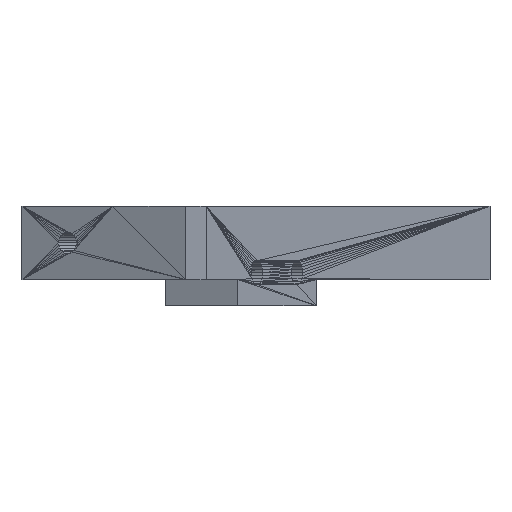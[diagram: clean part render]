
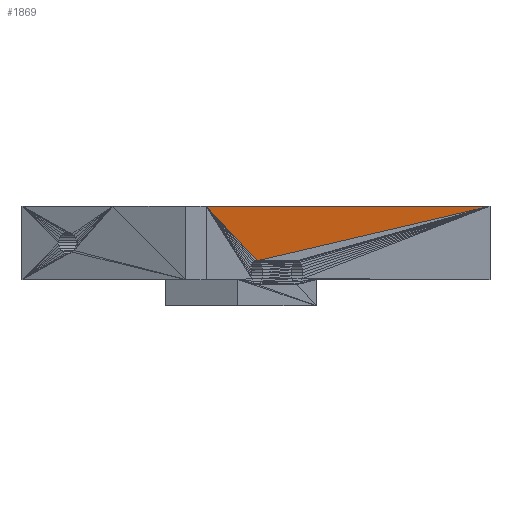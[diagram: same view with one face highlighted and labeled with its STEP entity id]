
A CAD part, left-side view. The second image highlights one B-rep face of the part: STEP entity #1869.
In plain terms, the highlighted planar face has unit normal (-0.5, -0.866, 0).
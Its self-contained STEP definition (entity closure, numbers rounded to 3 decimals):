
#24 = VERTEX_POINT('',#25);
#25 = CARTESIAN_POINT('',(-117.806,-200.739,20.));
#446 = PLANE('',#447);
#447 = AXIS2_PLACEMENT_3D('',#448,#449,#450);
#448 = CARTESIAN_POINT('',(-113.617,-203.157,
    17.345));
#449 = DIRECTION('',(-0.5,-0.866,0.)
  );
#450 = DIRECTION('',(-0.866,0.5,0.)
  );
#463 = VERTEX_POINT('',#464);
#464 = CARTESIAN_POINT('',(-109.414,-205.584,
    14.78));
#490 = EDGE_CURVE('',#24,#463,#491,.T.);
#491 = SURFACE_CURVE('',#492,(#496,#503),.PCURVE_S1.);
#492 = LINE('',#493,#494);
#493 = CARTESIAN_POINT('',(-117.806,-200.739,20.));
#494 = VECTOR('',#495,1.);
#495 = DIRECTION('',(0.762,-0.44,-0.474));
#496 = PCURVE('',#446,#497);
#497 = DEFINITIONAL_REPRESENTATION('',(#498),#502);
#498 = LINE('',#499,#500);
#499 = CARTESIAN_POINT('',(4.836,-2.655));
#500 = VECTOR('',#501,1.);
#501 = DIRECTION('',(-0.88,0.474));
#502 = ( GEOMETRIC_REPRESENTATION_CONTEXT(2) 
PARAMETRIC_REPRESENTATION_CONTEXT() REPRESENTATION_CONTEXT('2D SPACE',''
  ) );
#503 = PCURVE('',#504,#509);
#504 = PLANE('',#505);
#505 = AXIS2_PLACEMENT_3D('',#506,#507,#508);
#506 = CARTESIAN_POINT('',(-94.566,-214.157,
    18.676));
#507 = DIRECTION('',(-0.5,-0.866,0.)
  );
#508 = DIRECTION('',(-0.866,0.5,0.));
#509 = DEFINITIONAL_REPRESENTATION('',(#510),#514);
#510 = LINE('',#511,#512);
#511 = CARTESIAN_POINT('',(26.835,-1.324));
#512 = VECTOR('',#513,1.);
#513 = DIRECTION('',(-0.88,0.474));
#514 = ( GEOMETRIC_REPRESENTATION_CONTEXT(2) 
PARAMETRIC_REPRESENTATION_CONTEXT() REPRESENTATION_CONTEXT('2D SPACE',''
  ) );
#1302 = VERTEX_POINT('',#1303);
#1303 = CARTESIAN_POINT('',(-70.889,-227.827,20.));
#1781 = PLANE('',#1782);
#1782 = AXIS2_PLACEMENT_3D('',#1783,#1784,#1785);
#1783 = CARTESIAN_POINT('',(-90.138,-216.713,
    17.168));
#1784 = DIRECTION('',(-0.5,-0.866,
    0.));
#1785 = DIRECTION('',(-0.866,0.5,0.)
  );
#1823 = EDGE_CURVE('',#1302,#463,#1824,.T.);
#1824 = SURFACE_CURVE('',#1825,(#1829,#1836),.PCURVE_S1.);
#1825 = LINE('',#1826,#1827);
#1826 = CARTESIAN_POINT('',(-70.889,-227.827,20.));
#1827 = VECTOR('',#1828,1.);
#1828 = DIRECTION('',(-0.86,0.497,-0.117));
#1829 = PCURVE('',#1781,#1830);
#1830 = DEFINITIONAL_REPRESENTATION('',(#1831),#1835);
#1831 = LINE('',#1832,#1833);
#1832 = CARTESIAN_POINT('',(-22.227,-2.832));
#1833 = VECTOR('',#1834,1.);
#1834 = DIRECTION('',(0.993,0.117));
#1835 = ( GEOMETRIC_REPRESENTATION_CONTEXT(2) 
PARAMETRIC_REPRESENTATION_CONTEXT() REPRESENTATION_CONTEXT('2D SPACE',''
  ) );
#1836 = PCURVE('',#504,#1837);
#1837 = DEFINITIONAL_REPRESENTATION('',(#1838),#1842);
#1838 = LINE('',#1839,#1840);
#1839 = CARTESIAN_POINT('',(-27.341,-1.324));
#1840 = VECTOR('',#1841,1.);
#1841 = DIRECTION('',(0.993,0.117));
#1842 = ( GEOMETRIC_REPRESENTATION_CONTEXT(2) 
PARAMETRIC_REPRESENTATION_CONTEXT() REPRESENTATION_CONTEXT('2D SPACE',''
  ) );
#1869 = ADVANCED_FACE('',(#1870),#504,.T.);
#1870 = FACE_BOUND('',#1871,.T.);
#1871 = EDGE_LOOP('',(#1872,#1873,#1899));
#1872 = ORIENTED_EDGE('',*,*,#1823,.F.);
#1873 = ORIENTED_EDGE('',*,*,#1874,.T.);
#1874 = EDGE_CURVE('',#1302,#24,#1875,.T.);
#1875 = SURFACE_CURVE('',#1876,(#1880,#1887),.PCURVE_S1.);
#1876 = LINE('',#1877,#1878);
#1877 = CARTESIAN_POINT('',(-70.889,-227.827,20.));
#1878 = VECTOR('',#1879,1.);
#1879 = DIRECTION('',(-0.866,0.5,0.));
#1880 = PCURVE('',#504,#1881);
#1881 = DEFINITIONAL_REPRESENTATION('',(#1882),#1886);
#1882 = LINE('',#1883,#1884);
#1883 = CARTESIAN_POINT('',(-27.341,-1.324));
#1884 = VECTOR('',#1885,1.);
#1885 = DIRECTION('',(1.,0.));
#1886 = ( GEOMETRIC_REPRESENTATION_CONTEXT(2) 
PARAMETRIC_REPRESENTATION_CONTEXT() REPRESENTATION_CONTEXT('2D SPACE',''
  ) );
#1887 = PCURVE('',#1888,#1893);
#1888 = PLANE('',#1889);
#1889 = AXIS2_PLACEMENT_3D('',#1890,#1891,#1892);
#1890 = CARTESIAN_POINT('',(-94.347,-214.283,20.));
#1891 = DIRECTION('',(0.362,0.627,0.69));
#1892 = DIRECTION('',(0.,0.74,-0.672)
  );
#1893 = DEFINITIONAL_REPRESENTATION('',(#1894),#1898);
#1894 = LINE('',#1895,#1896);
#1895 = CARTESIAN_POINT('',(-10.029,-25.163));
#1896 = VECTOR('',#1897,1.);
#1897 = DIRECTION('',(0.37,0.929));
#1898 = ( GEOMETRIC_REPRESENTATION_CONTEXT(2) 
PARAMETRIC_REPRESENTATION_CONTEXT() REPRESENTATION_CONTEXT('2D SPACE',''
  ) );
#1899 = ORIENTED_EDGE('',*,*,#490,.T.);
